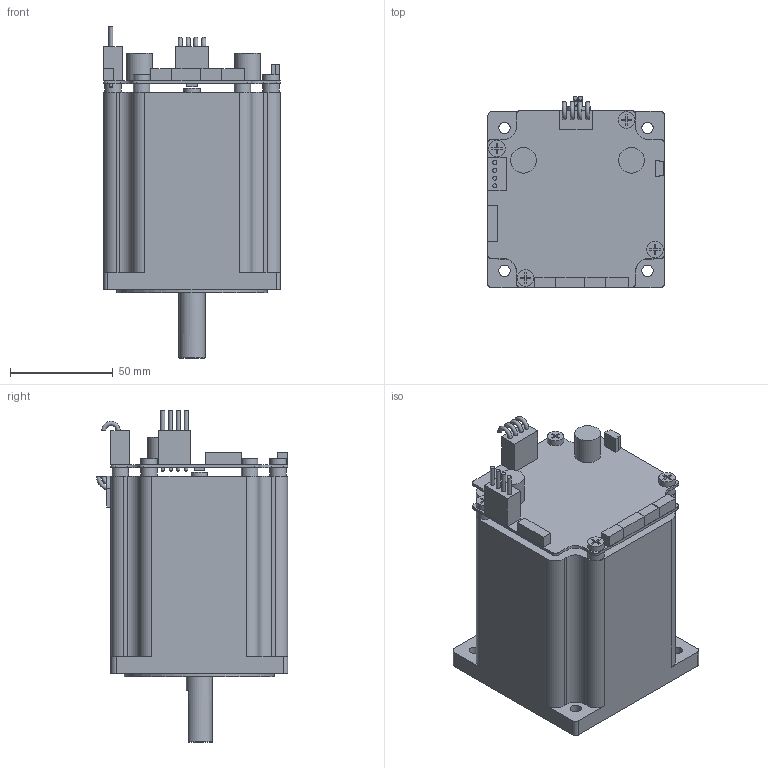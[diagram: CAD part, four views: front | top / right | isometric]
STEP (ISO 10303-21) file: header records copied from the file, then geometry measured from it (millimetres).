
FILE_DESCRIPTION(/* description */ ('Alibre Inc.'),/* implementation_level */ '2;1');
FILE_NAME(/* name */ 'export0',/* time_stamp */ '2013-10-16T10:24:35+02:00',/* author */ (''),/* organization */ (''),/* preprocessor_version */ 'ST-DEVELOPER v10',/* originating_system */ 'Alibre',/* authorisation */ '');
FILE_SCHEMA (('AUTOMOTIVE_DESIGN'));
Length unit declared in the file: centimetre
Bounding box: 85.9 x 92.95 x 161.44 mm (x, y, z)
Volume: 658493 mm3; surface area: 69161.9 mm2
Topology: 2 solids, 2 shells, 281 faces, 644 edges, 426 vertices
Faces by surface type: plane 189, cylinder 73, cone 10, torus 9
Full cylindrical faces by diameter (mm): 1.5 x4, 2 x4, 4 x8, 4.2 x4, 4.5 x4, 5.5 x4, 8 x9, 12.5 x2, 12.7 x1, 32 x1, 35 x1, 35.4 x1, 73.02 x1
Entity records: 7506 total; most frequent: CARTESIAN_POINT 1405, ORIENTED_EDGE 1152, DIRECTION 1101, EDGE_CURVE 576, AXIS2_PLACEMENT_3D 449, VERTEX_POINT 420, EDGE_LOOP 410, FACE_BOUND 410
